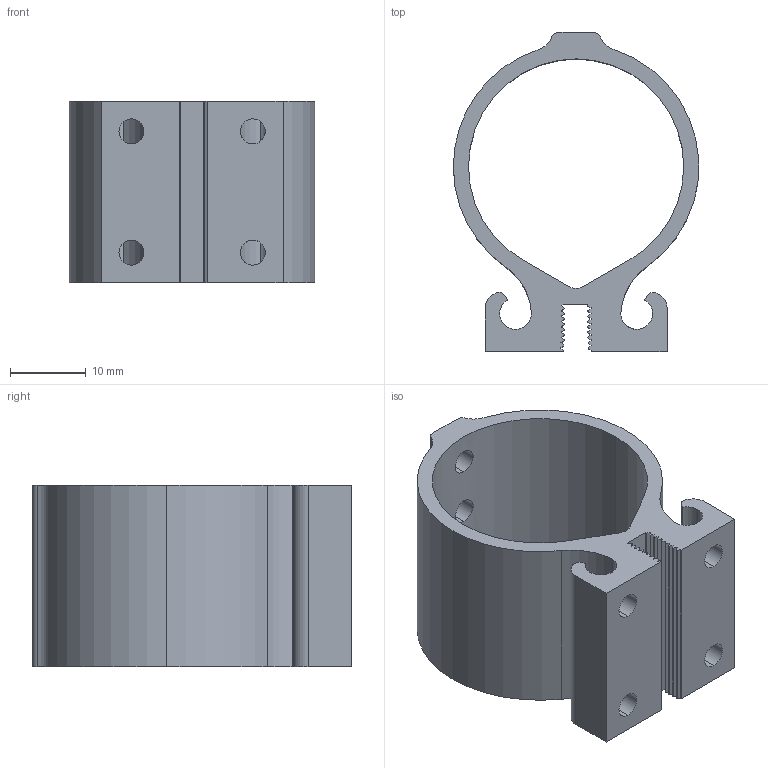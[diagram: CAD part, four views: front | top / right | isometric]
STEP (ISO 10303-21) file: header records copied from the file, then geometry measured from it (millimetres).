
FILE_DESCRIPTION (( 'STEP AP214' ), '1' );
FILE_NAME ('General bracket籵蚚盓殤.step', '2016-10-28T04:09:20', ( 'dell' ), ( '' ), 'SwSTEP 2.0', 'SolidWorks 2013', '' );
FILE_SCHEMA (( 'AUTOMOTIVE_DESIGN' ));
Length unit declared in the file: millimetre
Products named in the file (1): General bracket籵蚚盓殤
Bounding box: 32.37 x 42.1 x 24 mm (x, y, z)
Volume: 7856.2 mm3; surface area: 7313.8 mm2
Topology: 1 solids, 1 shells, 122 faces, 360 edges, 240 vertices
Faces by surface type: plane 85, cylinder 37
Entity records: 4614 total; most frequent: CARTESIAN_POINT 1101, ORIENTED_EDGE 720, DIRECTION 652, EDGE_CURVE 360, VECTOR 286, LINE 286, VERTEX_POINT 240, AXIS2_PLACEMENT_3D 183
